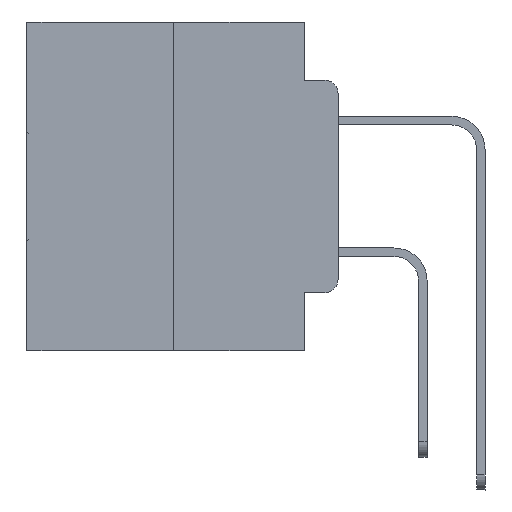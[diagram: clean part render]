
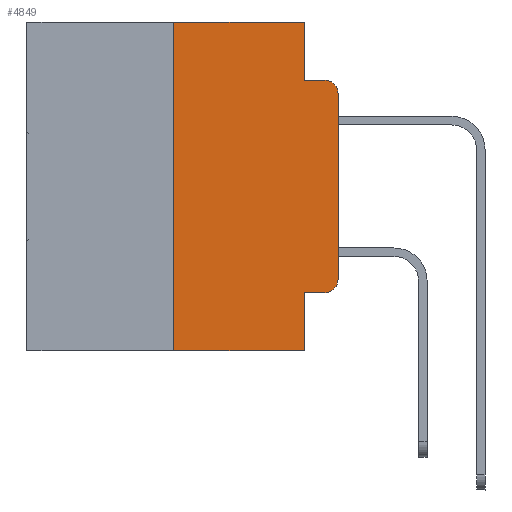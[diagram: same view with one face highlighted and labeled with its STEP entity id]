
A CAD part, left-side view. The second image highlights one B-rep face of the part: STEP entity #4849.
In plain terms, the highlighted planar face has unit normal (-1, 0, 0).
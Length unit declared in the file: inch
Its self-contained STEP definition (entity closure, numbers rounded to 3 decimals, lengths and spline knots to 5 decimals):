
#302 = VECTOR ( 'NONE', #21412, 39.37008 ) ;
#848 = EDGE_CURVE ( 'NONE', #24047, #6461, #13044, .T. ) ;
#1191 = CARTESIAN_POINT ( 'NONE',  ( 0., 0., -0.3915 ) ) ;
#1223 = CARTESIAN_POINT ( 'NONE',  ( 0., 0., 0. ) ) ;
#1255 = CARTESIAN_POINT ( 'NONE',  ( 0., 0.02, -0.1085 ) ) ;
#1974 = CARTESIAN_POINT ( 'NONE',  ( 0., 0.25, 0. ) ) ;
#2206 = EDGE_CURVE ( 'NONE', #21671, #10440, #25671, .T. ) ;
#2258 = EDGE_CURVE ( 'NONE', #16207, #22236, #11629, .T. ) ;
#2310 = EDGE_CURVE ( 'NONE', #6295, #3559, #28052, .T. ) ;
#2482 = PLANE ( 'NONE',  #13536 ) ;
#2579 = LINE ( 'NONE', #17234, #30966 ) ;
#2777 = AXIS2_PLACEMENT_3D ( 'NONE', #1255, #20339, #22398 ) ;
#3504 = ORIENTED_EDGE ( 'NONE', *, *, #3642, .T. ) ;
#3559 = VERTEX_POINT ( 'NONE', #6571 ) ;
#3642 = EDGE_CURVE ( 'NONE', #3559, #24047, #3718, .T. ) ;
#3718 = CIRCLE ( 'NONE', #7737, 0.02 ) ;
#3770 = EDGE_LOOP ( 'NONE', ( #27877, #17304, #19586, #27954, #30400, #20845, #23689, #24438, #24140, #3504 ) ) ;
#4849 = ADVANCED_FACE ( 'NONE', ( #24554 ), #2482, .F. ) ;
#5172 = DIRECTION ( 'NONE',  ( 1., 0., 0. ) ) ;
#5324 = DIRECTION ( 'NONE',  ( 0., 0., -1. ) ) ;
#5629 = CARTESIAN_POINT ( 'NONE',  ( 0., 0.051, 0. ) ) ;
#5694 = EDGE_CURVE ( 'NONE', #6461, #22236, #16377, .T. ) ;
#6106 = VECTOR ( 'NONE', #17087, 39.37008 ) ;
#6295 = VERTEX_POINT ( 'NONE', #6710 ) ;
#6461 = VERTEX_POINT ( 'NONE', #21995 ) ;
#6488 = DIRECTION ( 'NONE',  ( 0., -1., 0. ) ) ;
#6571 = CARTESIAN_POINT ( 'NONE',  ( 0., 0.02, -0.4115 ) ) ;
#6710 = CARTESIAN_POINT ( 'NONE',  ( 0., 0.051, -0.4115 ) ) ;
#6946 = CARTESIAN_POINT ( 'NONE',  ( 0., 0.473, -0.5 ) ) ;
#7691 = CARTESIAN_POINT ( 'NONE',  ( 0., 0.473, 0. ) ) ;
#7721 = EDGE_CURVE ( 'NONE', #10440, #16207, #24054, .T. ) ;
#7737 = AXIS2_PLACEMENT_3D ( 'NONE', #25842, #16499, #26153 ) ;
#8202 = CARTESIAN_POINT ( 'NONE',  ( 0., 0.25, 0. ) ) ;
#8468 = DIRECTION ( 'NONE',  ( 0., 0., 1. ) ) ;
#9254 = DIRECTION ( 'NONE',  ( 0., -1., 0. ) ) ;
#9383 = LINE ( 'NONE', #1974, #12303 ) ;
#9709 = CARTESIAN_POINT ( 'NONE',  ( 0., 0.051, -0.5 ) ) ;
#10440 = VERTEX_POINT ( 'NONE', #5629 ) ;
#11629 = LINE ( 'NONE', #14277, #19429 ) ;
#11977 = CARTESIAN_POINT ( 'NONE',  ( 0., 0.25, -0.5 ) ) ;
#12303 = VECTOR ( 'NONE', #21533, 39.37008 ) ;
#13044 = LINE ( 'NONE', #1223, #13239 ) ;
#13239 = VECTOR ( 'NONE', #8468, 39.37008 ) ;
#13536 = AXIS2_PLACEMENT_3D ( 'NONE', #7691, #5172, #5324 ) ;
#14277 = CARTESIAN_POINT ( 'NONE',  ( 0., 0.051, -0.0885 ) ) ;
#14720 = CARTESIAN_POINT ( 'NONE',  ( 0., 0.051, 0. ) ) ;
#16115 = VECTOR ( 'NONE', #6488, 39.37008 ) ;
#16207 = VERTEX_POINT ( 'NONE', #21621 ) ;
#16377 = CIRCLE ( 'NONE', #2777, 0.02 ) ;
#16499 = DIRECTION ( 'NONE',  ( -1., 0., 0. ) ) ;
#17087 = DIRECTION ( 'NONE',  ( 0., 0., -1. ) ) ;
#17234 = CARTESIAN_POINT ( 'NONE',  ( 0., 0.051, 0. ) ) ;
#17304 = ORIENTED_EDGE ( 'NONE', *, *, #5694, .T. ) ;
#18015 = VERTEX_POINT ( 'NONE', #11977 ) ;
#18486 = VERTEX_POINT ( 'NONE', #9709 ) ;
#19429 = VECTOR ( 'NONE', #28320, 39.37008 ) ;
#19586 = ORIENTED_EDGE ( 'NONE', *, *, #2258, .F. ) ;
#20339 = DIRECTION ( 'NONE',  ( -1., 0., 0. ) ) ;
#20845 = ORIENTED_EDGE ( 'NONE', *, *, #28129, .F. ) ;
#21412 = DIRECTION ( 'NONE',  ( 0., -1., 0. ) ) ;
#21533 = DIRECTION ( 'NONE',  ( 0., 0., 1. ) ) ;
#21621 = CARTESIAN_POINT ( 'NONE',  ( 0., 0.051, -0.0885 ) ) ;
#21671 = VERTEX_POINT ( 'NONE', #8202 ) ;
#21681 = DIRECTION ( 'NONE',  ( 0., 0., -1. ) ) ;
#21995 = CARTESIAN_POINT ( 'NONE',  ( 0., 0., -0.1085 ) ) ;
#22236 = VERTEX_POINT ( 'NONE', #26964 ) ;
#22398 = DIRECTION ( 'NONE',  ( 0., 0., -1. ) ) ;
#22848 = EDGE_CURVE ( 'NONE', #18015, #18486, #28584, .T. ) ;
#23689 = ORIENTED_EDGE ( 'NONE', *, *, #22848, .T. ) ;
#23919 = CARTESIAN_POINT ( 'NONE',  ( 0., 0.473, 0. ) ) ;
#24047 = VERTEX_POINT ( 'NONE', #1191 ) ;
#24054 = LINE ( 'NONE', #14720, #6106 ) ;
#24140 = ORIENTED_EDGE ( 'NONE', *, *, #2310, .T. ) ;
#24438 = ORIENTED_EDGE ( 'NONE', *, *, #26914, .F. ) ;
#24554 = FACE_OUTER_BOUND ( 'NONE', #3770, .T. ) ;
#25671 = LINE ( 'NONE', #23919, #27017 ) ;
#25842 = CARTESIAN_POINT ( 'NONE',  ( 0., 0.02, -0.3915 ) ) ;
#26153 = DIRECTION ( 'NONE',  ( 0., 0., -1. ) ) ;
#26914 = EDGE_CURVE ( 'NONE', #6295, #18486, #2579, .T. ) ;
#26964 = CARTESIAN_POINT ( 'NONE',  ( 0., 0.02, -0.0885 ) ) ;
#27017 = VECTOR ( 'NONE', #9254, 39.37008 ) ;
#27877 = ORIENTED_EDGE ( 'NONE', *, *, #848, .T. ) ;
#27954 = ORIENTED_EDGE ( 'NONE', *, *, #7721, .F. ) ;
#28052 = LINE ( 'NONE', #28204, #302 ) ;
#28129 = EDGE_CURVE ( 'NONE', #18015, #21671, #9383, .T. ) ;
#28204 = CARTESIAN_POINT ( 'NONE',  ( 0., 0.051, -0.4115 ) ) ;
#28320 = DIRECTION ( 'NONE',  ( 0., -1., 0. ) ) ;
#28584 = LINE ( 'NONE', #6946, #16115 ) ;
#30400 = ORIENTED_EDGE ( 'NONE', *, *, #2206, .F. ) ;
#30966 = VECTOR ( 'NONE', #21681, 39.37008 ) ;
